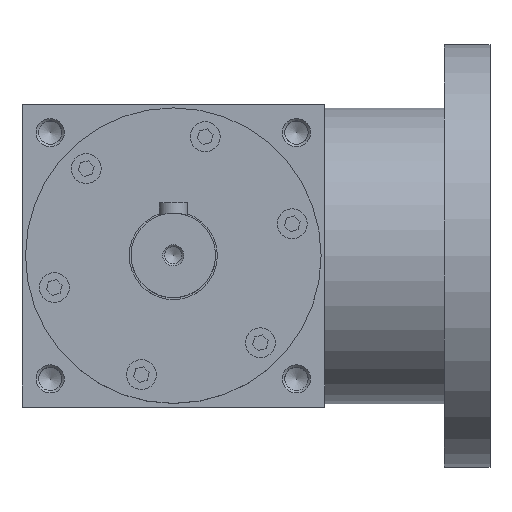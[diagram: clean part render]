
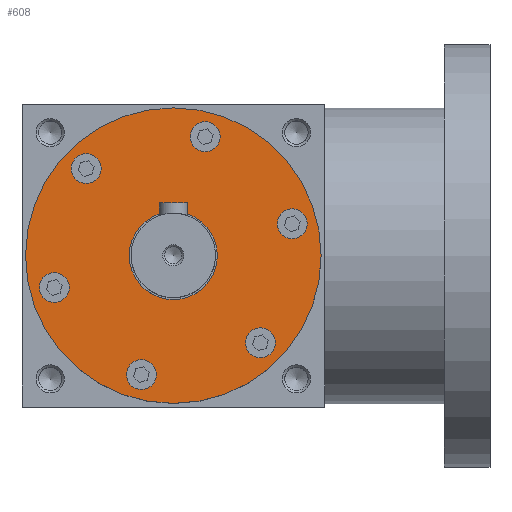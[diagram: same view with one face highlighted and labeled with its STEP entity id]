
A CAD part, top view. The second image highlights one B-rep face of the part: STEP entity #608.
In plain terms, the highlighted face is planar.
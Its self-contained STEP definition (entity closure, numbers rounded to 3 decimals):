
#608 = ADVANCED_FACE( '', ( #1384, #1385, #1386, #1387, #1388, #1389, #1390, #1391 ), #1392, .F. );
#1384 = FACE_OUTER_BOUND( '', #2359, .T. );
#1385 = FACE_BOUND( '', #2360, .T. );
#1386 = FACE_BOUND( '', #2361, .T. );
#1387 = FACE_BOUND( '', #2362, .T. );
#1388 = FACE_BOUND( '', #2363, .T. );
#1389 = FACE_BOUND( '', #2364, .T. );
#1390 = FACE_BOUND( '', #2365, .T. );
#1391 = FACE_BOUND( '', #2366, .T. );
#1392 = PLANE( '', #2367 );
#2359 = EDGE_LOOP( '', ( #3845 ) );
#2360 = EDGE_LOOP( '', ( #3846 ) );
#2361 = EDGE_LOOP( '', ( #3847 ) );
#2362 = EDGE_LOOP( '', ( #3848 ) );
#2363 = EDGE_LOOP( '', ( #3849 ) );
#2364 = EDGE_LOOP( '', ( #3850 ) );
#2365 = EDGE_LOOP( '', ( #3851 ) );
#2366 = EDGE_LOOP( '', ( #3852 ) );
#2367 = AXIS2_PLACEMENT_3D( '', #3853, #3854, #3855 );
#3845 = ORIENTED_EDGE( '', *, *, #5349, .F. );
#3846 = ORIENTED_EDGE( '', *, *, #4943, .T. );
#3847 = ORIENTED_EDGE( '', *, *, #5166, .T. );
#3848 = ORIENTED_EDGE( '', *, *, #5350, .T. );
#3849 = ORIENTED_EDGE( '', *, *, #5351, .T. );
#3850 = ORIENTED_EDGE( '', *, *, #5056, .T. );
#3851 = ORIENTED_EDGE( '', *, *, #5352, .T. );
#3852 = ORIENTED_EDGE( '', *, *, #5353, .T. );
#3853 = CARTESIAN_POINT( '', ( -58., 0., 0. ) );
#3854 = DIRECTION( '', ( 1., 0., 0. ) );
#3855 = DIRECTION( '', ( 0., 0., -1. ) );
#4943 = EDGE_CURVE( '', #5773, #5773, #5774, .T. );
#5056 = EDGE_CURVE( '', #5962, #5962, #5963, .T. );
#5166 = EDGE_CURVE( '', #6127, #6127, #6128, .T. );
#5349 = EDGE_CURVE( '', #6391, #6391, #6392, .T. );
#5350 = EDGE_CURVE( '', #6393, #6393, #6394, .T. );
#5351 = EDGE_CURVE( '', #6395, #6395, #6396, .T. );
#5352 = EDGE_CURVE( '', #6397, #6397, #6398, .T. );
#5353 = EDGE_CURVE( '', #6399, #6399, #6400, .T. );
#5773 = VERTEX_POINT( '', #6898 );
#5774 = CIRCLE( '', #6899, 4.25 );
#5962 = VERTEX_POINT( '', #7133 );
#5963 = CIRCLE( '', #7134, 4.25 );
#6127 = VERTEX_POINT( '', #7371 );
#6128 = CIRCLE( '', #7372, 4.25 );
#6391 = VERTEX_POINT( '', #7740 );
#6392 = CIRCLE( '', #7741, 42. );
#6393 = VERTEX_POINT( '', #7742 );
#6394 = CIRCLE( '', #7743, 4.25 );
#6395 = VERTEX_POINT( '', #7744 );
#6396 = CIRCLE( '', #7745, 4.25 );
#6397 = VERTEX_POINT( '', #7746 );
#6398 = CIRCLE( '', #7747, 4.25 );
#6399 = VERTEX_POINT( '', #7748 );
#6400 = CIRCLE( '', #7749, 12.5 );
#6898 = CARTESIAN_POINT( '', ( -58., 12.739, 31.682 ) );
#6899 = AXIS2_PLACEMENT_3D( '', #8291, #8292, #8293 );
#7133 = CARTESIAN_POINT( '', ( -58., 21.068, -26.874 ) );
#7134 = AXIS2_PLACEMENT_3D( '', #8451, #8452, #8453 );
#7371 = CARTESIAN_POINT( '', ( -58., -21.068, 26.874 ) );
#7372 = AXIS2_PLACEMENT_3D( '', #8596, #8597, #8598 );
#7740 = CARTESIAN_POINT( '', ( -58., 0., -42. ) );
#7741 = AXIS2_PLACEMENT_3D( '', #8818, #8819, #8820 );
#7742 = CARTESIAN_POINT( '', ( -58., -33.807, -4.809 ) );
#7743 = AXIS2_PLACEMENT_3D( '', #8821, #8822, #8823 );
#7744 = CARTESIAN_POINT( '', ( -58., -12.739, -31.682 ) );
#7745 = AXIS2_PLACEMENT_3D( '', #8824, #8825, #8826 );
#7746 = CARTESIAN_POINT( '', ( -58., 33.807, 4.809 ) );
#7747 = AXIS2_PLACEMENT_3D( '', #8827, #8828, #8829 );
#7748 = CARTESIAN_POINT( '', ( -58., 0., -12.5 ) );
#7749 = AXIS2_PLACEMENT_3D( '', #8830, #8831, #8832 );
#8291 = CARTESIAN_POINT( '', ( -58., 9.059, 33.807 ) );
#8292 = DIRECTION( '', ( 1., 0., 0. ) );
#8293 = DIRECTION( '', ( 0., 0.866, -0.5 ) );
#8451 = CARTESIAN_POINT( '', ( -58., 24.749, -24.749 ) );
#8452 = DIRECTION( '', ( 1., 0., 0. ) );
#8453 = DIRECTION( '', ( 0., -0.866, -0.5 ) );
#8596 = CARTESIAN_POINT( '', ( -58., -24.749, 24.749 ) );
#8597 = DIRECTION( '', ( 1., 0., 0. ) );
#8598 = DIRECTION( '', ( 0., 0.866, 0.5 ) );
#8818 = CARTESIAN_POINT( '', ( -58., 0., 0. ) );
#8819 = DIRECTION( '', ( 1., 0., 0. ) );
#8820 = DIRECTION( '', ( 0., 0., -1. ) );
#8821 = CARTESIAN_POINT( '', ( -58., -33.807, -9.059 ) );
#8822 = DIRECTION( '', ( 1., 0., 0. ) );
#8823 = DIRECTION( '', ( 0., 0., 1. ) );
#8824 = CARTESIAN_POINT( '', ( -58., -9.059, -33.807 ) );
#8825 = DIRECTION( '', ( 1., 0., 0. ) );
#8826 = DIRECTION( '', ( 0., -0.866, 0.5 ) );
#8827 = CARTESIAN_POINT( '', ( -58., 33.807, 9.059 ) );
#8828 = DIRECTION( '', ( 1., 0., 0. ) );
#8829 = DIRECTION( '', ( 0., 0., -1. ) );
#8830 = CARTESIAN_POINT( '', ( -58., 0., 0. ) );
#8831 = DIRECTION( '', ( 1., 0., 0. ) );
#8832 = DIRECTION( '', ( 0., 0., -1. ) );
